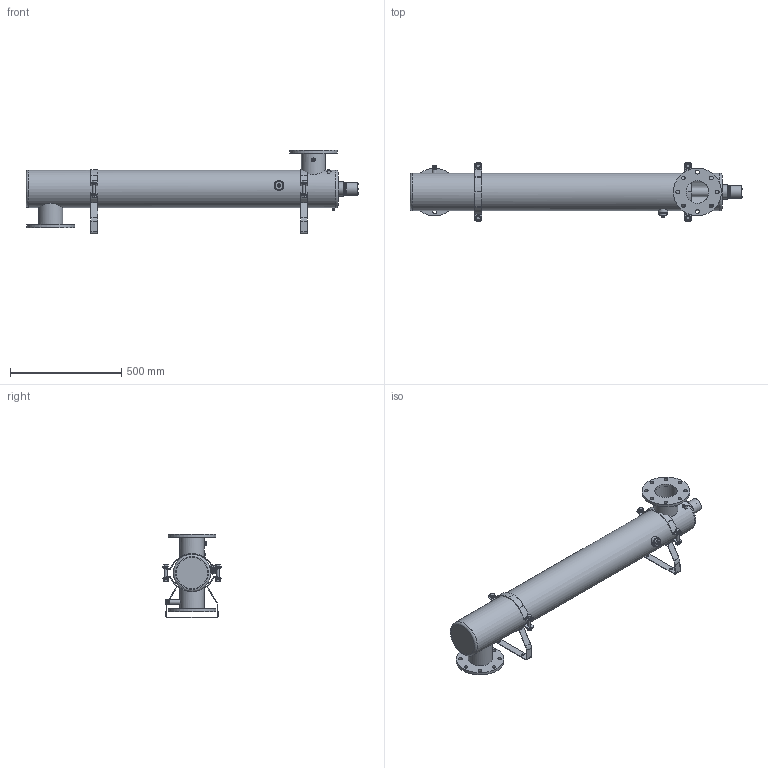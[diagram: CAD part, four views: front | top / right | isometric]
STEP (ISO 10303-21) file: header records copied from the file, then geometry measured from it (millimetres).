
FILE_DESCRIPTION(/* description */ ('STEP AP242','CAx-IF Rec.Pracs.---Representation and Presentation of Product Manufacturing Information (PMI)---4.0---2014-10-13','CAx-IF Rec.Pracs.---3D Tessellated Geometry---0.4---2014-09-14','2;1'),/* implementation_level */ '2;1');
FILE_NAME(/* name */ '68ec6f4f16492b39a8e15d0e',/* time_stamp */ '2025-10-13T03:17:42Z',/* author */ (''),/* organization */ (''),/* preprocessor_version */ 'ST-DEVELOPER v20',/* originating_system */ 'ONSHAPE BY PTC INC, 1.205',/* authorisation */ ' ');
FILE_SCHEMA (('AP242_MANAGED_MODEL_BASED_3D_ENGINEERING_MIM_LF { 1 0 10303 442 1 1 4 }'));
Products named in the file (44): Flanged Reactor; PH Countersunk flat head screw M3x0.5 x 12; Quartz Thimble; CIS140043-6-4O; Ceramic; Pins; Quartz; Filament; Ceramic Pin; Wire; C-SN-43; 1/4" Plug <2>; Orings <1>; O-ring -109 (7.59 x 2.62); Plug; 43mm Quartz Cushion; O43-ST; Brackets <1>; 6" Bracket Assembly <1>; Plain washer normal grade A M12; Hex head bolt grade B M12x1.75 x 70; Hex structural nut grade A & B M12x1.75; Upper Bracket; Spring Washer; Lower Bracket; 1" Viewport <1>; O-ring -215 (26.57 x 3.53); Viewport Stack <1>; Pyrex Window; Bush Brass; Polycarbonate Window; 1" Boss; Brackets <2>; 1/4" Plug <1>
Assembly tree (66 placements, depth 5):
  Flanged Reactor
    PH Countersunk flat head screw M3x0.5 x 12  x3
    Quartz Thimble
    CIS140043-6-4O
    Ceramic
    Pins
    Quartz
    Filament
    Pins
    Filament
    Pins
    Ceramic Pin
    Wire
    Pins
    Wire
    C-SN-43
    1/4" Plug <2>
      Orings <1>
        O-ring -109 (7.59 x 2.62)
      Plug
    43mm Quartz Cushion
    Orings <1>
      O43-ST
    Brackets <1>
      6" Bracket Assembly <1>
        Plain washer normal grade A M12  x4
        Hex head bolt grade B M12x1.75 x 70  x2
        Hex structural nut grade A & B M12x1.75  x2
        Upper Bracket
        Spring Washer  x2
        Lower Bracket
    1" Viewport <1>
      Orings <1>
        O-ring -215 (26.57 x 3.53)
      Viewport Stack <1>
        Pyrex Window
        Orings <1>
          O-ring -109 (7.59 x 2.62)
        Bush Brass
        Polycarbonate Window
      1" Boss
    Brackets <2>
      6" Bracket Assembly <1>
        Lower Bracket
        Spring Washer  x2
        Hex head bolt grade B M12x1.75 x 70  x2
        Hex structural nut grade A & B M12x1.75  x2
        Upper Bracket
        Plain washer normal grade A M12  x4
    1/4" Plug <1>
      Orings <1>
        O-ring -109 (7.59 x 2.62)
      Plug
Bounding box: 1494.65 x 269.6 x 375.75 mm (x, y, z)
Volume: 4480159.4 mm3; surface area: 2643449.1 mm2
Topology: 53 solids, 54 shells, 2979 faces, 7854 edges, 5167 vertices
Faces by surface type: bspline 1248, plane 1152, cylinder 432, cone 101, torus 36, sphere 10
Full cylindrical faces by diameter (mm): 2 x6, 2.3 x12, 2.701 x3, 3 x3, 4.2 x3, 5 x1, 5.5 x3, 7.6 x1, 7.9 x1, 8.4 x1, 10.106 x4, 10.5 x4, 11 x8, 12 x6, 12.8 x4, 12.9 x8, 15.7 x4, 16 x1, 17 x17, 20.63 x8, 24 x8, 28.068 x1, 30 x1, 31.2 x2, 32 x1, 36.8 x1, 37 x2, 37.9 x1, 38 x1, 39 x1
Entity records: 152140 total; most frequent: CARTESIAN_POINT 96162, ORIENTED_EDGE 13806, DIRECTION 7004, EDGE_CURVE 6903, VERTEX_POINT 4646, B_SPLINE_CURVE_WITH_KNOTS 3946, FACE_BOUND 3073, EDGE_LOOP 3061
